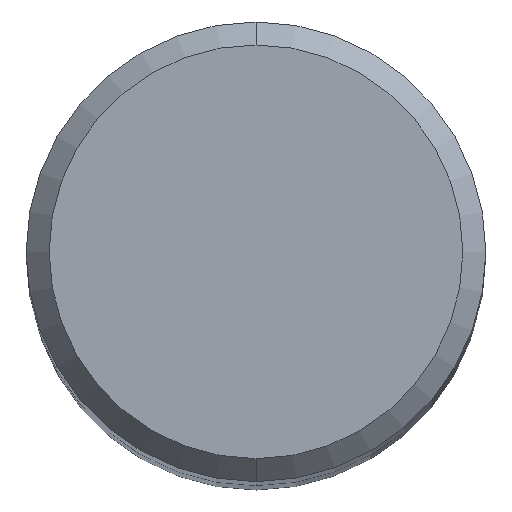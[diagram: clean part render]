
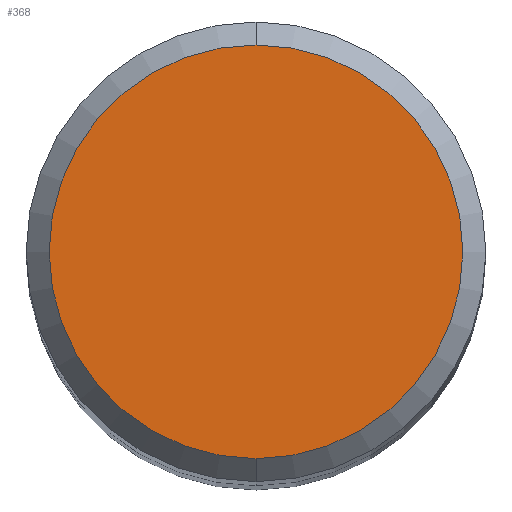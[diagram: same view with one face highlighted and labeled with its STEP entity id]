
A CAD part, top view. The second image highlights one B-rep face of the part: STEP entity #368.
In plain terms, the highlighted planar face has unit normal (0, 0, 1).
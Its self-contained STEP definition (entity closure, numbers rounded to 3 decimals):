
#180=EDGE_CURVE('',#216,#428,#481,.T.);
#216=VERTEX_POINT('',#518);
#338=EDGE_CURVE('',#428,#216,#652,.T.);
#368=ADVANCED_FACE('',(#686),#687,.T.);
#428=VERTEX_POINT('',#757);
#481=CIRCLE('',#807,5.4);
#518=CARTESIAN_POINT('',(0.0,5.4,0.0));
#652=CIRCLE('',#1201,5.4);
#686=FACE_OUTER_BOUND('',#1292,.T.);
#687=PLANE('',#1293);
#757=CARTESIAN_POINT('',(0.,-5.4,0.0));
#807=AXIS2_PLACEMENT_3D('',#1490,#1491,#1492);
#1201=AXIS2_PLACEMENT_3D('',#1646,#1647,#1648);
#1292=EDGE_LOOP('',(#1702,#1703));
#1293=AXIS2_PLACEMENT_3D('',#1704,#1705,#1706);
#1490=CARTESIAN_POINT('',(0.0,0.0,0.0));
#1491=DIRECTION('',(0.0,0.0,-1.0));
#1492=DIRECTION('',(0.0,1.0,0.0));
#1646=CARTESIAN_POINT('',(0.0,0.0,0.0));
#1647=DIRECTION('',(0.0,0.0,-1.0));
#1648=DIRECTION('',(0.0,1.0,0.0));
#1702=ORIENTED_EDGE('',*,*,#180,.F.);
#1703=ORIENTED_EDGE('',*,*,#338,.F.);
#1704=CARTESIAN_POINT('',(0.0,2.7,0.0));
#1705=DIRECTION('',(-0.0,0.0,1.0));
#1706=DIRECTION('',(0.0,-1.0,0.0));
